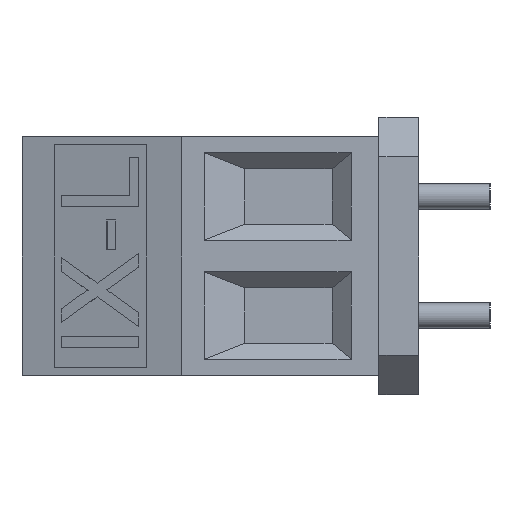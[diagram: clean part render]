
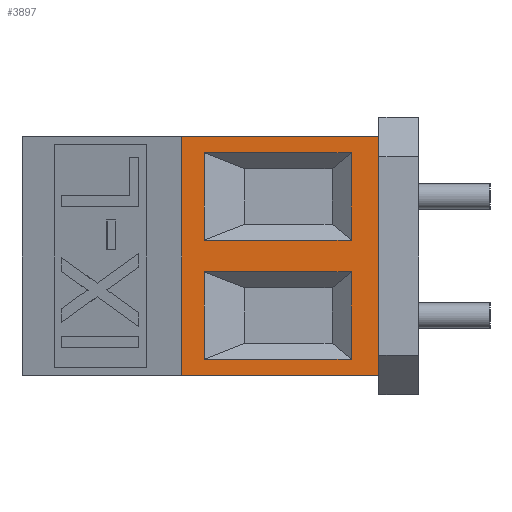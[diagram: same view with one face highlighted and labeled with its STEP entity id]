
A CAD part, left-side view. The second image highlights one B-rep face of the part: STEP entity #3897.
In plain terms, the highlighted planar face has unit normal (-1, 0, 0).
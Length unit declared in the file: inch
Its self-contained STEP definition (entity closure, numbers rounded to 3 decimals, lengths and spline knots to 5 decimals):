
#1066 = VECTOR ( 'NONE', #5751, 39.37008 ) ;
#1637 = DIRECTION ( 'NONE',  ( 0., -1., 0. ) ) ;
#1643 = VERTEX_POINT ( 'NONE', #5040 ) ;
#1953 = EDGE_CURVE ( 'NONE', #26296, #27313, #28236, .T. ) ;
#2491 = VECTOR ( 'NONE', #29592, 39.37008 ) ;
#2944 = VECTOR ( 'NONE', #21031, 39.37008 ) ;
#3854 = CARTESIAN_POINT ( 'NONE',  ( 0.98992, 0.08132, 0.17 ) ) ;
#3897 = ADVANCED_FACE ( 'NONE', ( #33006, #23870, #12243 ), #27071, .T. ) ;
#4014 = DIRECTION ( 'NONE',  ( -1., 0., 0. ) ) ;
#4175 = ORIENTED_EDGE ( 'NONE', *, *, #29118, .T. ) ;
#4787 = CARTESIAN_POINT ( 'NONE',  ( 0.98992, 0.29467, 0. ) ) ;
#4856 = EDGE_LOOP ( 'NONE', ( #18919, #25058, #33750, #13368 ) ) ;
#5040 = CARTESIAN_POINT ( 'NONE',  ( 0.98992, 0.26632, 0.02 ) ) ;
#5751 = DIRECTION ( 'NONE',  ( 0., 1., 0. ) ) ;
#6354 = LINE ( 'NONE', #18178, #2491 ) ;
#6694 = CARTESIAN_POINT ( 'NONE',  ( 0.98992, 0.04632, 0.02 ) ) ;
#6937 = VERTEX_POINT ( 'NONE', #37344 ) ;
#7570 = DIRECTION ( 'NONE',  ( 0., -1., 0. ) ) ;
#7755 = LINE ( 'NONE', #10808, #8170 ) ;
#8043 = CARTESIAN_POINT ( 'NONE',  ( 0.98992, 0.26632, 0. ) ) ;
#8170 = VECTOR ( 'NONE', #22436, 39.37008 ) ;
#8627 = EDGE_CURVE ( 'NONE', #1643, #9402, #9491, .T. ) ;
#8820 = VERTEX_POINT ( 'NONE', #16701 ) ;
#9379 = DIRECTION ( 'NONE',  ( 0., 0., 1. ) ) ;
#9402 = VERTEX_POINT ( 'NONE', #19764 ) ;
#9491 = LINE ( 'NONE', #32938, #23872 ) ;
#10448 = EDGE_CURVE ( 'NONE', #16744, #36497, #32642, .T. ) ;
#10808 = CARTESIAN_POINT ( 'NONE',  ( 0.98992, 0.04632, 0.02 ) ) ;
#10889 = VECTOR ( 'NONE', #36769, 39.37008 ) ;
#12143 = EDGE_CURVE ( 'NONE', #8820, #35575, #34176, .T. ) ;
#12243 = FACE_BOUND ( 'NONE', #33587, .T. ) ;
#12837 = LINE ( 'NONE', #27483, #2944 ) ;
#13368 = ORIENTED_EDGE ( 'NONE', *, *, #32448, .F. ) ;
#13458 = CARTESIAN_POINT ( 'NONE',  ( 0.98992, 0.04632, 0.28 ) ) ;
#13747 = VECTOR ( 'NONE', #13979, 39.37008 ) ;
#13873 = CARTESIAN_POINT ( 'NONE',  ( 0.98992, 0.04632, 0.13 ) ) ;
#13979 = DIRECTION ( 'NONE',  ( 0., 0., -1. ) ) ;
#16058 = EDGE_CURVE ( 'NONE', #36497, #25631, #34943, .T. ) ;
#16521 = ORIENTED_EDGE ( 'NONE', *, *, #28408, .T. ) ;
#16701 = CARTESIAN_POINT ( 'NONE',  ( 0.98992, 0.26632, 0.17 ) ) ;
#16744 = VERTEX_POINT ( 'NONE', #29467 ) ;
#17532 = VECTOR ( 'NONE', #20970, 39.37008 ) ;
#17911 = ORIENTED_EDGE ( 'NONE', *, *, #1953, .T. ) ;
#18178 = CARTESIAN_POINT ( 'NONE',  ( 0.98992, 0.29467, 0.3 ) ) ;
#18256 = ORIENTED_EDGE ( 'NONE', *, *, #24108, .T. ) ;
#18507 = CARTESIAN_POINT ( 'NONE',  ( 0.98992, 0.04632, 0. ) ) ;
#18919 = ORIENTED_EDGE ( 'NONE', *, *, #37770, .T. ) ;
#19691 = CARTESIAN_POINT ( 'NONE',  ( 0.98992, 0.49587, 0. ) ) ;
#19764 = CARTESIAN_POINT ( 'NONE',  ( 0.98992, 0.26632, 0.13 ) ) ;
#19927 = VECTOR ( 'NONE', #7570, 39.37008 ) ;
#20712 = VECTOR ( 'NONE', #34532, 39.37008 ) ;
#20970 = DIRECTION ( 'NONE',  ( 0., -1., 0. ) ) ;
#21031 = DIRECTION ( 'NONE',  ( 0., 1., 0. ) ) ;
#21108 = DIRECTION ( 'NONE',  ( 0., 0., 1. ) ) ;
#21471 = ORIENTED_EDGE ( 'NONE', *, *, #8627, .T. ) ;
#21877 = EDGE_CURVE ( 'NONE', #9402, #35400, #30620, .T. ) ;
#22436 = DIRECTION ( 'NONE',  ( 0., 1., 0. ) ) ;
#22775 = VECTOR ( 'NONE', #1637, 39.37008 ) ;
#23330 = ORIENTED_EDGE ( 'NONE', *, *, #26686, .T. ) ;
#23870 = FACE_BOUND ( 'NONE', #28826, .T. ) ;
#23872 = VECTOR ( 'NONE', #21108, 39.37008 ) ;
#24108 = EDGE_CURVE ( 'NONE', #35575, #26296, #30764, .T. ) ;
#25058 = ORIENTED_EDGE ( 'NONE', *, *, #16058, .F. ) ;
#25479 = CARTESIAN_POINT ( 'NONE',  ( 0.98992, 0.29467, 0.3 ) ) ;
#25631 = VERTEX_POINT ( 'NONE', #4787 ) ;
#25917 = CARTESIAN_POINT ( 'NONE',  ( 0.98992, 0.08132, 0.13 ) ) ;
#26117 = CARTESIAN_POINT ( 'NONE',  ( 0.98992, 0.26632, 0.28 ) ) ;
#26263 = CARTESIAN_POINT ( 'NONE',  ( 0.98992, 0.08132, 0.28 ) ) ;
#26296 = VERTEX_POINT ( 'NONE', #26263 ) ;
#26686 = EDGE_CURVE ( 'NONE', #6937, #1643, #7755, .T. ) ;
#27071 = PLANE ( 'NONE',  #33882 ) ;
#27313 = VERTEX_POINT ( 'NONE', #3854 ) ;
#27483 = CARTESIAN_POINT ( 'NONE',  ( 0.98992, 0.04632, 0.17 ) ) ;
#27934 = CARTESIAN_POINT ( 'NONE',  ( 0.98992, 0.08132, 0. ) ) ;
#28236 = LINE ( 'NONE', #31120, #13747 ) ;
#28408 = EDGE_CURVE ( 'NONE', #27313, #8820, #12837, .T. ) ;
#28684 = ORIENTED_EDGE ( 'NONE', *, *, #12143, .T. ) ;
#28826 = EDGE_LOOP ( 'NONE', ( #4175, #23330, #21471, #29637 ) ) ;
#29118 = EDGE_CURVE ( 'NONE', #35400, #6937, #36583, .T. ) ;
#29180 = VERTEX_POINT ( 'NONE', #25479 ) ;
#29467 = CARTESIAN_POINT ( 'NONE',  ( 0.98992, 0.04632, 0.3 ) ) ;
#29592 = DIRECTION ( 'NONE',  ( 0., 0., -1. ) ) ;
#29637 = ORIENTED_EDGE ( 'NONE', *, *, #21877, .T. ) ;
#30116 = DIRECTION ( 'NONE',  ( 0., 0., -1. ) ) ;
#30620 = LINE ( 'NONE', #13873, #19927 ) ;
#30764 = LINE ( 'NONE', #13458, #22775 ) ;
#31120 = CARTESIAN_POINT ( 'NONE',  ( 0.98992, 0.08132, 0. ) ) ;
#31808 = CARTESIAN_POINT ( 'NONE',  ( 0.98992, 0.04632, 0. ) ) ;
#32448 = EDGE_CURVE ( 'NONE', #29180, #16744, #33356, .T. ) ;
#32642 = LINE ( 'NONE', #6694, #34259 ) ;
#32938 = CARTESIAN_POINT ( 'NONE',  ( 0.98992, 0.26632, 0. ) ) ;
#33006 = FACE_OUTER_BOUND ( 'NONE', #4856, .T. ) ;
#33356 = LINE ( 'NONE', #35672, #17532 ) ;
#33587 = EDGE_LOOP ( 'NONE', ( #18256, #17911, #16521, #28684 ) ) ;
#33750 = ORIENTED_EDGE ( 'NONE', *, *, #10448, .F. ) ;
#33882 = AXIS2_PLACEMENT_3D ( 'NONE', #18507, #4014, #9379 ) ;
#34176 = LINE ( 'NONE', #8043, #20712 ) ;
#34259 = VECTOR ( 'NONE', #30116, 39.37008 ) ;
#34532 = DIRECTION ( 'NONE',  ( 0., 0., 1. ) ) ;
#34943 = LINE ( 'NONE', #19691, #1066 ) ;
#35400 = VERTEX_POINT ( 'NONE', #25917 ) ;
#35575 = VERTEX_POINT ( 'NONE', #26117 ) ;
#35672 = CARTESIAN_POINT ( 'NONE',  ( 0.98992, 0.08132, 0.3 ) ) ;
#36497 = VERTEX_POINT ( 'NONE', #31808 ) ;
#36583 = LINE ( 'NONE', #27934, #10889 ) ;
#36769 = DIRECTION ( 'NONE',  ( 0., 0., -1. ) ) ;
#37344 = CARTESIAN_POINT ( 'NONE',  ( 0.98992, 0.08132, 0.02 ) ) ;
#37770 = EDGE_CURVE ( 'NONE', #29180, #25631, #6354, .T. ) ;
